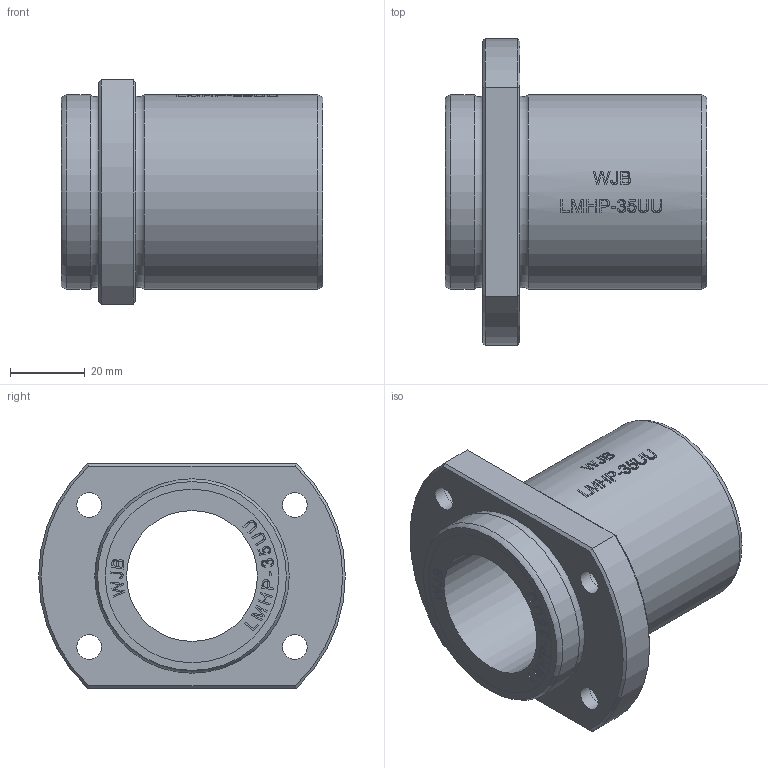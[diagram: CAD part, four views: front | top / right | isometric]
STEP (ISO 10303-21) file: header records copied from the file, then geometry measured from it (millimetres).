
FILE_DESCRIPTION(/* description */ (''),/* implementation_level */ '2;1');
FILE_NAME(/* name */ 'WJB-LMHP-35UU.stp',/* time_stamp */ '2019-01-27T12:09:56+08:00',/* author */ (''),/* organization */ (''),/* preprocessor_version */ 'ST-DEVELOPER v11',/* originating_system */ 'SIEMENS UGS NX 6.0',/* authorisation */ '');
FILE_SCHEMA (('AUTOMOTIVE_DESIGN { 1 0 10303 214 1 1 1 1 }'));
Length unit declared in the file: millimetre
Products named in the file (1): ROCKE321z0iz
Bounding box: 70 x 82 x 60 mm (x, y, z)
Volume: 100780.5 mm3; surface area: 27635 mm2
Topology: 1 solids, 1 shells, 384 faces, 979 edges, 650 vertices
Faces by surface type: plane 244, extrusion 102, cylinder 30, cone 4, torus 4
Full cylindrical faces by diameter (mm): 6.6 x4, 11 x4, 35 x1, 46.4 x2, 52 x2
Entity records: 14775 total; most frequent: CARTESIAN_POINT 6100, ORIENTED_EDGE 1916, DIRECTION 1382, EDGE_CURVE 958, VERTEX_POINT 646, VECTOR 596, LINE 494, EDGE_LOOP 464
